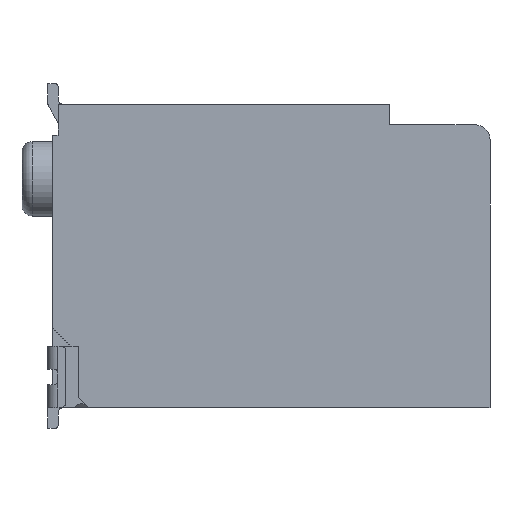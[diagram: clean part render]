
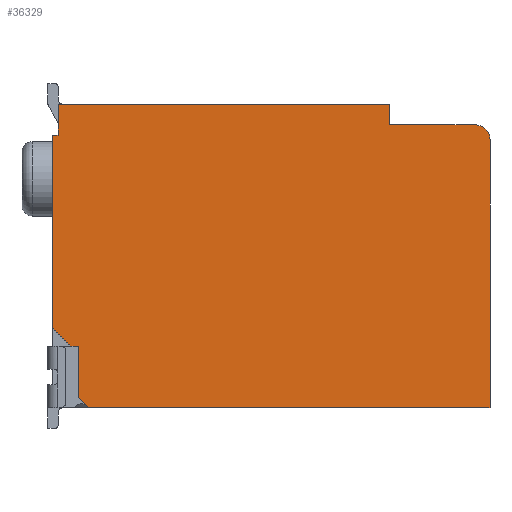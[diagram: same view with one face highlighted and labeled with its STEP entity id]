
A CAD part, front view. The second image highlights one B-rep face of the part: STEP entity #36329.
In plain terms, the highlighted planar face has unit normal (0, -1, 0).
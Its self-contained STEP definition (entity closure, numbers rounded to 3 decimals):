
#5=DIRECTION('',(0.,0.,-1.));
#6=VECTOR('',#5,3.75);
#7=CARTESIAN_POINT('',(0.,-10.925,2.35));
#8=LINE('',#7,#6);
#338=DIRECTION('',(0.,0.,-1.));
#339=VECTOR('',#338,5.21);
#340=CARTESIAN_POINT('',(8.5,-10.925,2.26));
#341=LINE('',#340,#339);
#2098=DIRECTION('',(1.,0.,0.));
#2099=VECTOR('',#2098,7.8);
#2100=CARTESIAN_POINT('',(0.7,-10.925,-2.95));
#2101=LINE('',#2100,#2099);
#8869=CARTESIAN_POINT('',(8.21,-10.925,2.26));
#8870=DIRECTION('',(0.,-1.,0.));
#8871=DIRECTION('',(1.,0.,0.));
#8872=AXIS2_PLACEMENT_3D('',#8869,#8870,#8871);
#8874=DIRECTION('',(0.707,0.,-0.707));
#8875=VECTOR('',#8874,0.283);
#8876=CARTESIAN_POINT('',(0.5,-10.925,-2.75));
#8877=LINE('',#8876,#8875);
#8878=DIRECTION('',(0.,0.,1.));
#8879=VECTOR('',#8878,1.);
#8880=CARTESIAN_POINT('',(0.5,-10.925,-2.75));
#8881=LINE('',#8880,#8879);
#8882=DIRECTION('',(1.,0.,0.));
#8883=VECTOR('',#8882,0.15);
#8884=CARTESIAN_POINT('',(0.35,-10.925,-1.75));
#8885=LINE('',#8884,#8883);
#8886=DIRECTION('',(0.707,0.,-0.707));
#8887=VECTOR('',#8886,0.495);
#8888=CARTESIAN_POINT('',(0.,-10.925,-1.4));
#8889=LINE('',#8888,#8887);
#8890=DIRECTION('',(1.,0.,0.));
#8891=VECTOR('',#8890,0.1);
#8892=CARTESIAN_POINT('',(0.,-10.925,2.35));
#8893=LINE('',#8892,#8891);
#8894=DIRECTION('',(0.,0.,-1.));
#8895=VECTOR('',#8894,0.6);
#8896=CARTESIAN_POINT('',(0.1,-10.925,2.95));
#8897=LINE('',#8896,#8895);
#8898=DIRECTION('',(1.,0.,0.));
#8899=VECTOR('',#8898,6.45);
#8900=CARTESIAN_POINT('',(0.1,-10.925,2.95));
#8901=LINE('',#8900,#8899);
#8902=DIRECTION('',(0.,0.,-1.));
#8903=VECTOR('',#8902,0.4);
#8904=CARTESIAN_POINT('',(6.55,-10.925,2.95));
#8905=LINE('',#8904,#8903);
#8906=DIRECTION('',(1.,0.,0.));
#8907=VECTOR('',#8906,1.66);
#8908=CARTESIAN_POINT('',(6.55,-10.925,2.55));
#8909=LINE('',#8908,#8907);
#20303=CARTESIAN_POINT('',(6.55,-10.925,2.95));
#20304=CARTESIAN_POINT('',(6.55,-10.925,2.55));
#20305=VERTEX_POINT('',#20303);
#20306=VERTEX_POINT('',#20304);
#20381=CARTESIAN_POINT('',(0.5,-10.925,-1.75));
#20383=VERTEX_POINT('',#20381);
#20385=CARTESIAN_POINT('',(0.,-10.925,-1.4));
#20387=VERTEX_POINT('',#20385);
#20389=CARTESIAN_POINT('',(0.35,-10.925,-1.75));
#20390=VERTEX_POINT('',#20389);
#20404=CARTESIAN_POINT('',(0.,-10.925,2.35));
#20406=VERTEX_POINT('',#20404);
#20411=CARTESIAN_POINT('',(0.1,-10.925,2.95));
#20412=CARTESIAN_POINT('',(0.1,-10.925,2.35));
#20413=VERTEX_POINT('',#20411);
#20414=VERTEX_POINT('',#20412);
#20513=CARTESIAN_POINT('',(0.5,-10.925,-2.75));
#20514=CARTESIAN_POINT('',(0.7,-10.925,-2.95));
#20515=VERTEX_POINT('',#20513);
#20516=VERTEX_POINT('',#20514);
#21263=CARTESIAN_POINT('',(8.5,-10.925,-2.95));
#21265=VERTEX_POINT('',#21263);
#21267=CARTESIAN_POINT('',(8.5,-10.925,2.26));
#21268=CARTESIAN_POINT('',(8.21,-10.925,2.55));
#21269=VERTEX_POINT('',#21267);
#21270=VERTEX_POINT('',#21268);
#36302=CARTESIAN_POINT('',(0.,-10.925,2.95));
#36303=DIRECTION('',(0.,-1.,0.));
#36304=DIRECTION('',(0.,0.,-1.));
#36305=AXIS2_PLACEMENT_3D('',#36302,#36303,#36304);
#36306=PLANE('',#36305);
#36308=ORIENTED_EDGE('',*,*,#36307,.F.);
#36309=ORIENTED_EDGE('',*,*,#26922,.T.);
#36310=ORIENTED_EDGE('',*,*,#28602,.F.);
#36312=ORIENTED_EDGE('',*,*,#36311,.F.);
#36314=ORIENTED_EDGE('',*,*,#36313,.T.);
#36316=ORIENTED_EDGE('',*,*,#36315,.F.);
#36318=ORIENTED_EDGE('',*,*,#36317,.F.);
#36319=ORIENTED_EDGE('',*,*,#26645,.F.);
#36320=ORIENTED_EDGE('',*,*,#26828,.T.);
#36321=ORIENTED_EDGE('',*,*,#36066,.F.);
#36322=ORIENTED_EDGE('',*,*,#35916,.T.);
#36324=ORIENTED_EDGE('',*,*,#36323,.T.);
#36326=ORIENTED_EDGE('',*,*,#36325,.T.);
#36327=EDGE_LOOP('',(#36308,#36309,#36310,#36312,#36314,#36316,#36318,#36319,
#36320,#36321,#36322,#36324,#36326));
#36328=FACE_OUTER_BOUND('',#36327,.F.);
#8873=CIRCLE('',#8872,0.29);
#26645=EDGE_CURVE('',#20406,#20387,#8,.T.);
#26828=EDGE_CURVE('',#20406,#20414,#8893,.T.);
#26922=EDGE_CURVE('',#21269,#21265,#341,.T.);
#28602=EDGE_CURVE('',#20516,#21265,#2101,.T.);
#35916=EDGE_CURVE('',#20413,#20305,#8901,.T.);
#36066=EDGE_CURVE('',#20413,#20414,#8897,.T.);
#36307=EDGE_CURVE('',#21269,#21270,#8873,.T.);
#36311=EDGE_CURVE('',#20515,#20516,#8877,.T.);
#36313=EDGE_CURVE('',#20515,#20383,#8881,.T.);
#36315=EDGE_CURVE('',#20390,#20383,#8885,.T.);
#36317=EDGE_CURVE('',#20387,#20390,#8889,.T.);
#36323=EDGE_CURVE('',#20305,#20306,#8905,.T.);
#36325=EDGE_CURVE('',#20306,#21270,#8909,.T.);
#36329=ADVANCED_FACE('',(#36328),#36306,.T.);
